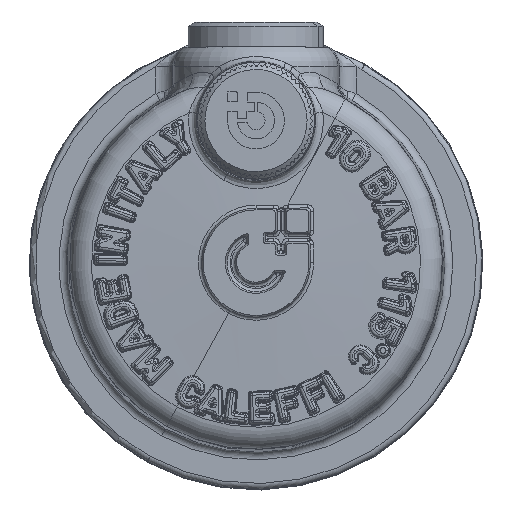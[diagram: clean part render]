
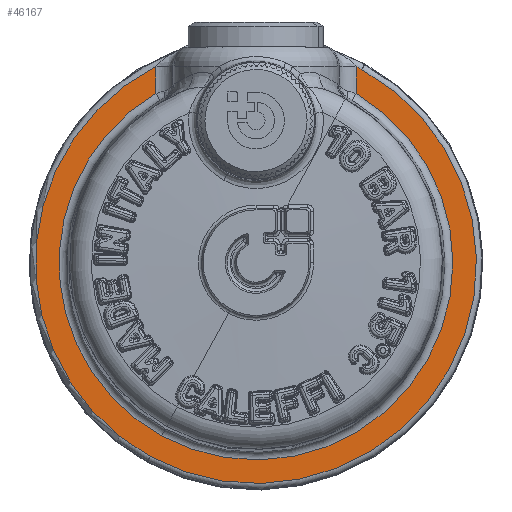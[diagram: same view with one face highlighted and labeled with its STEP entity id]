
A CAD part, top view. The second image highlights one B-rep face of the part: STEP entity #46167.
In plain terms, the highlighted planar face has unit normal (0, 0, 1).
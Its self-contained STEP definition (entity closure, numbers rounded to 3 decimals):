
#44130=CARTESIAN_POINT('Vertex',(8.824,14.924,2.5)) ;
#44137=CARTESIAN_POINT('Vertex',(-8.312,-15.215,2.5)) ;
#44140=CARTESIAN_POINT('Axis2P3D Location',(0.,0.,2.5)) ;
#45937=CARTESIAN_POINT('Vertex',(-8.824,14.924,2.5)) ;
#45940=CARTESIAN_POINT('Axis2P3D Location',(0.,0.,2.5)) ;
#46120=CARTESIAN_POINT('Axis2P3D Location',(0.,-19.906,2.5)) ;
#46125=CARTESIAN_POINT('Axis2P3D Location',(0.,0.,2.5)) ;
#46129=CARTESIAN_POINT('Vertex',(-9.308,-17.038,2.5)) ;
#46131=CARTESIAN_POINT('Vertex',(-8.824,17.294,2.5)) ;
#46134=CARTESIAN_POINT('Axis2P3D Location',(0.,0.,2.5)) ;
#46138=CARTESIAN_POINT('Vertex',(9.308,17.038,2.5)) ;
#46141=CARTESIAN_POINT('Axis2P3D Location',(0.,0.,2.5)) ;
#46145=CARTESIAN_POINT('Vertex',(8.824,17.294,2.5)) ;
#46148=CARTESIAN_POINT('Line Origine',(8.824,16.109,2.5)) ;
#46153=CARTESIAN_POINT('Line Origine',(-8.824,16.109,2.5)) ;
#44141=DIRECTION('Axis2P3D Direction',(-0.,0.,-1.)) ;
#45941=DIRECTION('Axis2P3D Direction',(0.,-0.,-1.)) ;
#46121=DIRECTION('Axis2P3D Direction',(0.,0.,-1.)) ;
#46122=DIRECTION('Axis2P3D XDirection',(1.,0.,0.)) ;
#46126=DIRECTION('Axis2P3D Direction',(0.,0.,-1.)) ;
#46135=DIRECTION('Axis2P3D Direction',(0.,0.,-1.)) ;
#46142=DIRECTION('Axis2P3D Direction',(0.,0.,-1.)) ;
#46149=DIRECTION('Vector Direction',(0.,1.,0.)) ;
#46154=DIRECTION('Vector Direction',(0.,1.,0.)) ;
#44142=AXIS2_PLACEMENT_3D('Circle Axis2P3D',#44140,#44141,$) ;
#45942=AXIS2_PLACEMENT_3D('Circle Axis2P3D',#45940,#45941,$) ;
#46123=AXIS2_PLACEMENT_3D('Plane Axis2P3D',#46120,#46121,#46122) ;
#46127=AXIS2_PLACEMENT_3D('Circle Axis2P3D',#46125,#46126,$) ;
#46136=AXIS2_PLACEMENT_3D('Circle Axis2P3D',#46134,#46135,$) ;
#46143=AXIS2_PLACEMENT_3D('Circle Axis2P3D',#46141,#46142,$) ;
#46159=ORIENTED_EDGE('',*,*,#46133,.F.) ;
#46160=ORIENTED_EDGE('',*,*,#46140,.F.) ;
#46161=ORIENTED_EDGE('',*,*,#46147,.F.) ;
#46162=ORIENTED_EDGE('',*,*,#46152,.F.) ;
#46163=ORIENTED_EDGE('',*,*,#44144,.F.) ;
#46164=ORIENTED_EDGE('',*,*,#45944,.F.) ;
#46165=ORIENTED_EDGE('',*,*,#46157,.F.) ;
#46150=VECTOR('Line Direction',#46149,1.) ;
#46155=VECTOR('Line Direction',#46154,1.) ;
#46167=ADVANCED_FACE('PartBody',(#46166),#46124,.F.) ;
#44143=CIRCLE('generated circle',#44142,17.338) ;
#45943=CIRCLE('generated circle',#45942,17.338) ;
#46128=CIRCLE('generated circle',#46127,19.415) ;
#46137=CIRCLE('generated circle',#46136,19.415) ;
#46144=CIRCLE('generated circle',#46143,19.415) ;
#44144=EDGE_CURVE('',#44138,#44131,#44143,.F.) ;
#45944=EDGE_CURVE('',#45938,#44138,#45943,.F.) ;
#46133=EDGE_CURVE('',#46130,#46132,#46128,.T.) ;
#46140=EDGE_CURVE('',#46139,#46130,#46137,.T.) ;
#46147=EDGE_CURVE('',#46146,#46139,#46144,.T.) ;
#46152=EDGE_CURVE('',#44131,#46146,#46151,.T.) ;
#46157=EDGE_CURVE('',#46132,#45938,#46156,.F.) ;
#46158=EDGE_LOOP('',(#46159,#46160,#46161,#46162,#46163,#46164,#46165)) ;
#46166=FACE_OUTER_BOUND('',#46158,.T.) ;
#46151=LINE('Line',#46148,#46150) ;
#46156=LINE('Line',#46153,#46155) ;
#46124=PLANE('',#46123) ;
#44131=VERTEX_POINT('',#44130) ;
#44138=VERTEX_POINT('',#44137) ;
#45938=VERTEX_POINT('',#45937) ;
#46130=VERTEX_POINT('',#46129) ;
#46132=VERTEX_POINT('',#46131) ;
#46139=VERTEX_POINT('',#46138) ;
#46146=VERTEX_POINT('',#46145) ;
